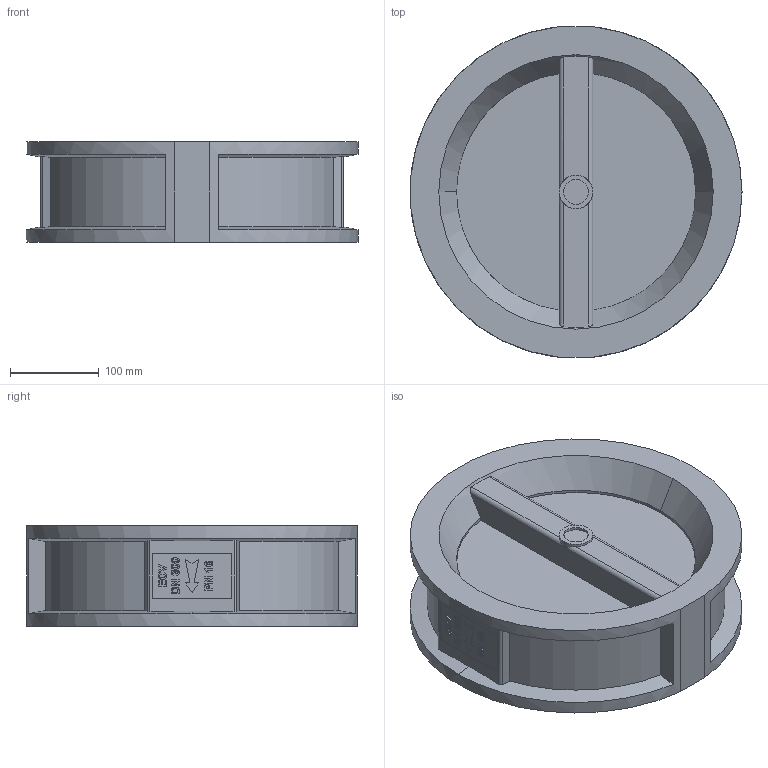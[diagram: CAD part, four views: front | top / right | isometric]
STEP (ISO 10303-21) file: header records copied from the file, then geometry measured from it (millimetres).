
FILE_DESCRIPTION (( 'STEP AP214' ), '1' );
FILE_NAME ('ECV DN 300 PN16.STEP', '2009-04-10T07:23:27', ( ' ' ), ( '' ), 'SwSTEP 2.0', 'SolidWorks 2007', '' );
FILE_SCHEMA (( 'AUTOMOTIVE_DESIGN' ));
Length unit declared in the file: millimetre
Products named in the file (1): ECV DN 300 PN16
Bounding box: 375 x 373 x 114 mm (x, y, z)
Volume: 4528165.5 mm3; surface area: 547858.7 mm2
Topology: 1 solids, 1 shells, 443 faces, 1183 edges, 782 vertices
Faces by surface type: plane 235, bspline 160, cylinder 40, cone 8
Entity records: 22330 total; most frequent: CARTESIAN_POINT 12059, ORIENTED_EDGE 2366, DIRECTION 1453, EDGE_CURVE 1183, VERTEX_POINT 782, VECTOR 737, LINE 737, EDGE_LOOP 495
